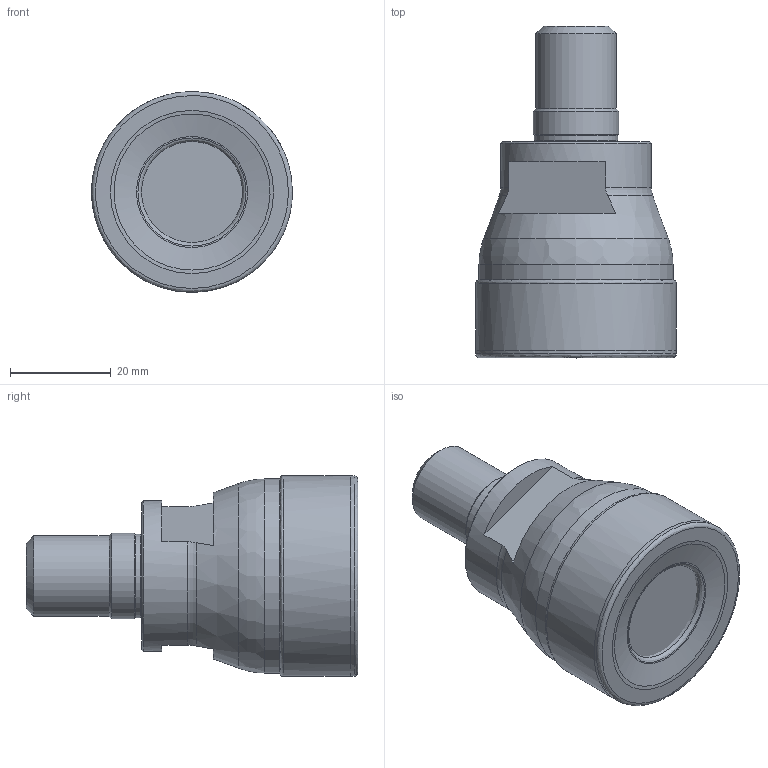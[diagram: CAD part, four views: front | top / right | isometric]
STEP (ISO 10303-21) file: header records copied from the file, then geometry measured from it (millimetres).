
FILE_DESCRIPTION(/* description */ (''),/* implementation_level */ '2;1');
FILE_NAME(/* name */ '202766376ndi000_00.stp',/* time_stamp */ '2019-12-19T10:17:55+01:00',/* author */ (''),/* organization */ (''),/* preprocessor_version */ 'ST-DEVELOPER v16.7',/* originating_system */ 'SIEMENS PLM Software NX 12.0',/* authorisation */ '');
FILE_SCHEMA (('AUTOMOTIVE_DESIGN { 1 0 10303 214 3 1 1 1 }'));
Length unit declared in the file: millimetre
Products named in the file (1): mp5422546AA4rfr1
Bounding box: 39.95 x 66 x 39.95 mm (x, y, z)
Volume: 57869.9 mm3; surface area: 13384.8 mm2
Topology: 2 solids, 2 shells, 49 faces, 118 edges, 73 vertices
Faces by surface type: revolution 13, cone 12, plane 10, torus 7, cylinder 6, bspline 1
Full cylindrical faces by diameter (mm): 6 x1, 16 x1, 16.6 x1, 17 x1, 30 x1, 38.596 x1
Entity records: 1395 total; most frequent: CARTESIAN_POINT 466, DIRECTION 181, ORIENTED_EDGE 126, EDGE_LOOP 88, FACE_BOUND 80, AXIS2_PLACEMENT_3D 80, EDGE_CURVE 63, VERTEX_POINT 56
